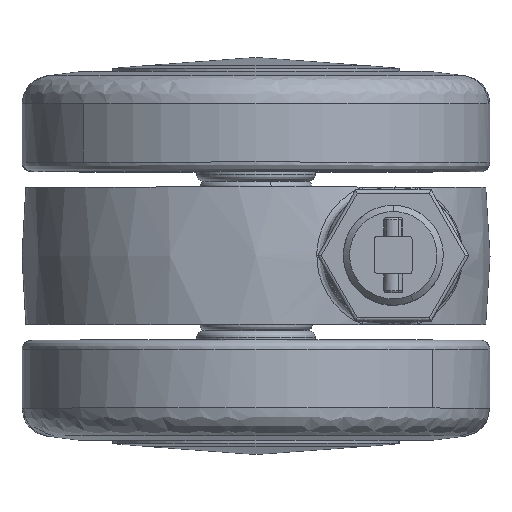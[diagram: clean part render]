
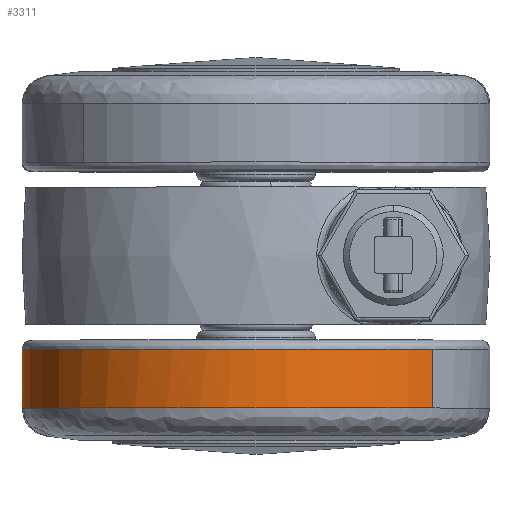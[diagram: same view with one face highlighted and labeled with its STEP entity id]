
A CAD part, top view. The second image highlights one B-rep face of the part: STEP entity #3311.
In plain terms, the highlighted free-form (B-spline) face has degree [2, 1] with [7, 2] control points.
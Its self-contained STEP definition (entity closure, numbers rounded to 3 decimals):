
#3084=CARTESIAN_POINT('',(28.358,-15.,24.538));
#3085=VERTEX_POINT('',#3084);
#3101=CARTESIAN_POINT('',(28.358,-24.399,24.538));
#3102=VERTEX_POINT('',#3101);
#3103=CARTESIAN_POINT('',(28.358,-24.399,24.538));
#3104=CARTESIAN_POINT('',(28.358,-15.,24.538));
#3105=QUASI_UNIFORM_CURVE('',1,(#3103,#3104),.UNSPECIFIED.,.F.,.U.);
#3106=EDGE_CURVE('',#3102,#3085,#3105,.T.);
#3140=CARTESIAN_POINT('',(-25.335,-24.399,-27.648));
#3141=VERTEX_POINT('',#3140);
#3155=CARTESIAN_POINT('',(-25.335,-15.,-27.648));
#3156=VERTEX_POINT('',#3155);
#3157=CARTESIAN_POINT('',(-25.335,-24.399,-27.648));
#3158=CARTESIAN_POINT('',(-25.335,-15.,-27.648));
#3159=QUASI_UNIFORM_CURVE('',1,(#3157,#3158),.UNSPECIFIED.,.F.,.U.);
#3160=EDGE_CURVE('',#3141,#3156,#3159,.T.);
#3195=CARTESIAN_POINT('',(-25.335,-24.634,-27.648));
#3196=CARTESIAN_POINT('',(-52.983,-24.634,-2.313));
#3197=CARTESIAN_POINT('',(-27.648,-24.634,25.335));
#3198=CARTESIAN_POINT('',(-2.313,-24.634,52.983));
#3199=CARTESIAN_POINT('',(25.335,-24.634,27.648));
#3200=CARTESIAN_POINT('',(26.936,-24.634,26.18));
#3201=CARTESIAN_POINT('',(28.358,-24.634,24.538));
#3202=CARTESIAN_POINT('',(-25.335,-14.759,-27.648));
#3203=CARTESIAN_POINT('',(-52.983,-14.759,-2.313));
#3204=CARTESIAN_POINT('',(-27.648,-14.759,25.335));
#3205=CARTESIAN_POINT('',(-2.313,-14.759,52.983));
#3206=CARTESIAN_POINT('',(25.335,-14.759,27.648));
#3207=CARTESIAN_POINT('',(26.936,-14.759,26.18));
#3208=CARTESIAN_POINT('',(28.358,-14.759,24.538));
#3216=(BOUNDED_SURFACE()B_SPLINE_SURFACE(2,1,((#3195,#3202),(#3196,#3203),(#3197,#3204),(#3198,#3205),(#3199,#3206),(#3200,#3207),(#3201,#3208)),.UNSPECIFIED.,.F.,.F.,.U.)B_SPLINE_SURFACE_WITH_KNOTS((3,2,2,3),(2,2),(0.0,62.132,124.264,129.235),(0.0,9.875),.UNSPECIFIED.)GEOMETRIC_REPRESENTATION_ITEM()RATIONAL_B_SPLINE_SURFACE(((1.0,1.0),(0.707,0.707),(1.0,1.0),(0.707,0.707),(1.0,1.0),(0.977,0.977),(0.957,0.957)))REPRESENTATION_ITEM('')SURFACE());
#3217=CARTESIAN_POINT('',(0.0,-15.0,37.5));
#3218=VERTEX_POINT('',#3217);
#3219=CARTESIAN_POINT('',(0.0,-15.0,37.5));
#3220=CARTESIAN_POINT('',(17.141,-15.,37.5));
#3221=CARTESIAN_POINT('',(28.358,-15.,24.538));
#3229=(BOUNDED_CURVE()B_SPLINE_CURVE(2,(#3219,#3220,#3221),.UNSPECIFIED.,.F.,.U.)B_SPLINE_CURVE_WITH_KNOTS((3,3),(0.0,0.136),.UNSPECIFIED.)CURVE()GEOMETRIC_REPRESENTATION_ITEM()RATIONAL_B_SPLINE_CURVE((1.0,0.841,0.855))REPRESENTATION_ITEM(''));
#3230=EDGE_CURVE('',#3218,#3085,#3229,.T.);
#3231=ORIENTED_EDGE('',*,*,#3230,.F.);
#3232=CARTESIAN_POINT('',(-37.488,-15.,-0.942));
#3233=VERTEX_POINT('',#3232);
#3234=CARTESIAN_POINT('',(-37.488,-15.,-0.942));
#3235=CARTESIAN_POINT('',(-37.5,-15.0,-0.471));
#3236=CARTESIAN_POINT('',(-37.5,-15.0,0.0));
#3237=CARTESIAN_POINT('',(-37.5,-15.,37.5));
#3238=CARTESIAN_POINT('',(0.0,-15.0,37.5));
#3246=(BOUNDED_CURVE()B_SPLINE_CURVE(2,(#3234,#3235,#3236,#3237,#3238),.UNSPECIFIED.,.F.,.U.)B_SPLINE_CURVE_WITH_KNOTS((3,2,3),(0.746,0.75,1.0),.UNSPECIFIED.)CURVE()GEOMETRIC_REPRESENTATION_ITEM()RATIONAL_B_SPLINE_CURVE((0.99,0.995,1.0,0.707,1.0))REPRESENTATION_ITEM(''));
#3247=EDGE_CURVE('',#3233,#3218,#3246,.T.);
#3248=ORIENTED_EDGE('',*,*,#3247,.F.);
#3249=CARTESIAN_POINT('',(-25.335,-15.,-27.648));
#3250=CARTESIAN_POINT('',(-37.088,-15.,-16.878));
#3251=CARTESIAN_POINT('',(-37.488,-15.,-0.942));
#3259=(BOUNDED_CURVE()B_SPLINE_CURVE(2,(#3249,#3250,#3251),.UNSPECIFIED.,.F.,.U.)B_SPLINE_CURVE_WITH_KNOTS((3,3),(0.618,0.746),.UNSPECIFIED.)CURVE()GEOMETRIC_REPRESENTATION_ITEM()RATIONAL_B_SPLINE_CURVE((0.854,0.846,0.99))REPRESENTATION_ITEM(''));
#3260=EDGE_CURVE('',#3156,#3233,#3259,.T.);
#3261=ORIENTED_EDGE('',*,*,#3260,.F.);
#3262=ORIENTED_EDGE('',*,*,#3160,.F.);
#3263=CARTESIAN_POINT('',(-37.204,-24.399,4.7));
#3264=VERTEX_POINT('',#3263);
#3265=CARTESIAN_POINT('',(-25.335,-24.399,-27.648));
#3266=CARTESIAN_POINT('',(-37.5,-24.399,-16.5));
#3267=CARTESIAN_POINT('',(-37.5,-24.399,0.0));
#3268=CARTESIAN_POINT('',(-37.5,-24.399,2.359));
#3269=CARTESIAN_POINT('',(-37.204,-24.399,4.7));
#3277=(BOUNDED_CURVE()B_SPLINE_CURVE(2,(#3265,#3266,#3267,#3268,#3269),.UNSPECIFIED.,.F.,.U.)B_SPLINE_CURVE_WITH_KNOTS((3,2,3),(0.618,0.75,0.772),.UNSPECIFIED.)CURVE()GEOMETRIC_REPRESENTATION_ITEM()RATIONAL_B_SPLINE_CURVE((0.854,0.846,1.0,0.975,0.954))REPRESENTATION_ITEM(''));
#3278=EDGE_CURVE('',#3141,#3264,#3277,.T.);
#3279=ORIENTED_EDGE('',*,*,#3278,.T.);
#3280=CARTESIAN_POINT('',(0.0,-24.399,37.5));
#3281=VERTEX_POINT('',#3280);
#3282=CARTESIAN_POINT('',(-37.204,-24.399,4.7));
#3283=CARTESIAN_POINT('',(-33.061,-24.399,37.5));
#3284=CARTESIAN_POINT('',(0.0,-24.399,37.5));
#3292=(BOUNDED_CURVE()B_SPLINE_CURVE(2,(#3282,#3283,#3284),.UNSPECIFIED.,.F.,.U.)B_SPLINE_CURVE_WITH_KNOTS((3,3),(0.772,1.0),.UNSPECIFIED.)CURVE()GEOMETRIC_REPRESENTATION_ITEM()RATIONAL_B_SPLINE_CURVE((0.954,0.733,1.0))REPRESENTATION_ITEM(''));
#3293=EDGE_CURVE('',#3264,#3281,#3292,.T.);
#3294=ORIENTED_EDGE('',*,*,#3293,.T.);
#3295=CARTESIAN_POINT('',(0.0,-24.399,37.5));
#3296=CARTESIAN_POINT('',(17.141,-24.399,37.5));
#3297=CARTESIAN_POINT('',(28.358,-24.399,24.538));
#3305=(BOUNDED_CURVE()B_SPLINE_CURVE(2,(#3295,#3296,#3297),.UNSPECIFIED.,.F.,.U.)B_SPLINE_CURVE_WITH_KNOTS((3,3),(0.0,0.136),.UNSPECIFIED.)CURVE()GEOMETRIC_REPRESENTATION_ITEM()RATIONAL_B_SPLINE_CURVE((1.0,0.841,0.855))REPRESENTATION_ITEM(''));
#3306=EDGE_CURVE('',#3281,#3102,#3305,.T.);
#3307=ORIENTED_EDGE('',*,*,#3306,.T.);
#3308=ORIENTED_EDGE('',*,*,#3106,.T.);
#3309=EDGE_LOOP('',(#3231,#3248,#3261,#3262,#3279,#3294,#3307,#3308));
#3310=FACE_OUTER_BOUND('',#3309,.T.);
#3311=ADVANCED_FACE('',(#3310),#3216,.T.);
